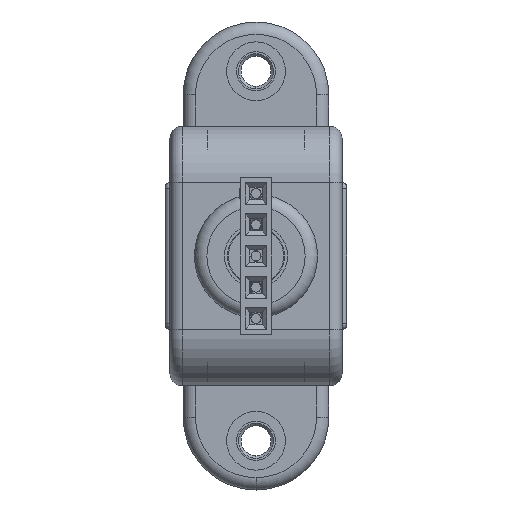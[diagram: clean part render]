
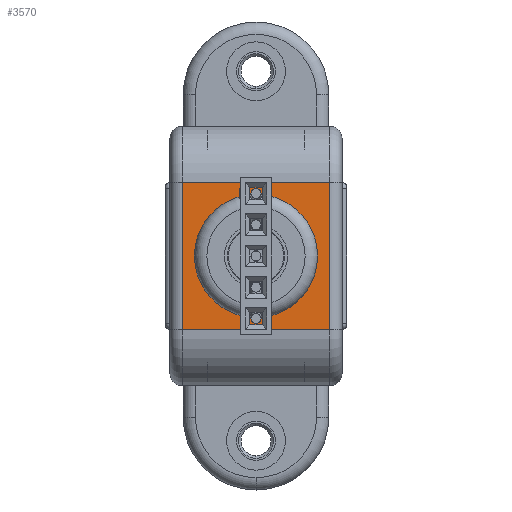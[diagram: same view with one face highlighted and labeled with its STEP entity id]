
A CAD part, front view. The second image highlights one B-rep face of the part: STEP entity #3570.
In plain terms, the highlighted face is planar.
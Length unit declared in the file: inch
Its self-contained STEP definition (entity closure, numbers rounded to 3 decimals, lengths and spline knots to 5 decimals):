
#513 = CARTESIAN_POINT ( 'NONE',  ( -0.235, -0.23563, -0.985 ) ) ;
#605 = CARTESIAN_POINT ( 'NONE',  ( 0.235, -0.23563, -0.985 ) ) ;
#656 = CARTESIAN_POINT ( 'NONE',  ( -0.197, 0., -0.985 ) ) ;
#1968 = CARTESIAN_POINT ( 'NONE',  ( 0.197, 0., -0.985 ) ) ;
#1969 = CARTESIAN_POINT ( 'NONE',  ( -0.235, 0.23563, -0.985 ) ) ;
#2059 = CARTESIAN_POINT ( 'NONE',  ( 0.235, 0.23563, -0.985 ) ) ;
#3570 = ADVANCED_FACE ( 'NONE', ( #7228, #7232 ), #7550, .F. ) ;
#6706 = ORIENTED_EDGE ( 'NONE', *, *, #10805, .F. ) ;
#6814 = ORIENTED_EDGE ( 'NONE', *, *, #10786, .T. ) ;
#6820 = ORIENTED_EDGE ( 'NONE', *, *, #10816, .T. ) ;
#7228 = FACE_OUTER_BOUND ( 'NONE', #22526, .T. ) ;
#7232 = FACE_BOUND ( 'NONE', #25993, .T. ) ;
#7519 = DIRECTION ( 'NONE',  ( 0., 0., 1. ) ) ;
#7550 = PLANE ( 'NONE',  #8611 ) ;
#7669 = DIRECTION ( 'NONE',  ( 1., 0., 0. ) ) ;
#7694 = CARTESIAN_POINT ( 'NONE',  ( -0.415, -0.275, -0.985 ) ) ;
#8192 = CARTESIAN_POINT ( 'NONE',  ( 0.235, 0.23563, -0.985 ) ) ;
#8199 = DIRECTION ( 'NONE',  ( 1., 0., 0. ) ) ;
#8231 = DIRECTION ( 'NONE',  ( 0., 1., 0. ) ) ;
#8236 = CARTESIAN_POINT ( 'NONE',  ( -0.235, 0.275, -0.985 ) ) ;
#8244 = CARTESIAN_POINT ( 'NONE',  ( -0.235, -0.23563, -0.985 ) ) ;
#8247 = DIRECTION ( 'NONE',  ( -1., 0., 0. ) ) ;
#8299 = CARTESIAN_POINT ( 'NONE',  ( 0., 0., -0.985 ) ) ;
#8301 = DIRECTION ( 'NONE',  ( 0., 0., -1. ) ) ;
#8302 = DIRECTION ( 'NONE',  ( 1., 0., 0. ) ) ;
#8328 = DIRECTION ( 'NONE',  ( 0., -1., 0. ) ) ;
#8332 = CARTESIAN_POINT ( 'NONE',  ( 0.235, -0.275, -0.985 ) ) ;
#8397 = CARTESIAN_POINT ( 'NONE',  ( 0., 0., -0.985 ) ) ;
#8398 = DIRECTION ( 'NONE',  ( 0., 0., -1. ) ) ;
#8399 = DIRECTION ( 'NONE',  ( 1., 0., 0. ) ) ;
#8611 = AXIS2_PLACEMENT_3D ( 'NONE', #7694, #7519, #7669 ) ;
#10758 = EDGE_CURVE ( 'NONE', #20078, #20258, #14953, .T. ) ;
#10782 = EDGE_CURVE ( 'NONE', #22956, #20078, #14966, .T. ) ;
#10786 = EDGE_CURVE ( 'NONE', #23118, #22956, #14969, .T. ) ;
#10805 = EDGE_CURVE ( 'NONE', #20075, #23210, #14978, .T. ) ;
#10816 = EDGE_CURVE ( 'NONE', #20258, #23118, #14989, .T. ) ;
#10853 = EDGE_CURVE ( 'NONE', #23210, #20075, #15017, .T. ) ;
#14953 = LINE ( 'NONE', #8192, #14957 ) ;
#14957 = VECTOR ( 'NONE', #8199, 39.37008 ) ;
#14966 = LINE ( 'NONE', #8236, #14970 ) ;
#14969 = LINE ( 'NONE', #8244, #14972 ) ;
#14970 = VECTOR ( 'NONE', #8231, 39.37008 ) ;
#14972 = VECTOR ( 'NONE', #8247, 39.37008 ) ;
#14978 = CIRCLE ( 'NONE', #18886, 0.197 ) ;
#14989 = LINE ( 'NONE', #8332, #14993 ) ;
#14993 = VECTOR ( 'NONE', #8328, 39.37008 ) ;
#15017 = CIRCLE ( 'NONE', #18896, 0.197 ) ;
#18886 = AXIS2_PLACEMENT_3D ( 'NONE', #8299, #8301, #8302 ) ;
#18896 = AXIS2_PLACEMENT_3D ( 'NONE', #8397, #8398, #8399 ) ;
#20075 = VERTEX_POINT ( 'NONE', #1968 ) ;
#20078 = VERTEX_POINT ( 'NONE', #1969 ) ;
#20258 = VERTEX_POINT ( 'NONE', #2059 ) ;
#22526 = EDGE_LOOP ( 'NONE', ( #6820, #6814, #24941, #24961 ) ) ;
#22956 = VERTEX_POINT ( 'NONE', #513 ) ;
#23118 = VERTEX_POINT ( 'NONE', #605 ) ;
#23210 = VERTEX_POINT ( 'NONE', #656 ) ;
#24900 = ORIENTED_EDGE ( 'NONE', *, *, #10853, .F. ) ;
#24941 = ORIENTED_EDGE ( 'NONE', *, *, #10782, .T. ) ;
#24961 = ORIENTED_EDGE ( 'NONE', *, *, #10758, .T. ) ;
#25993 = EDGE_LOOP ( 'NONE', ( #6706, #24900 ) ) ;
